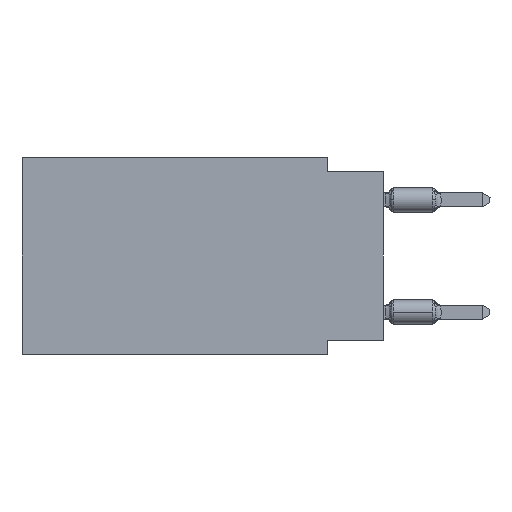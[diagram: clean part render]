
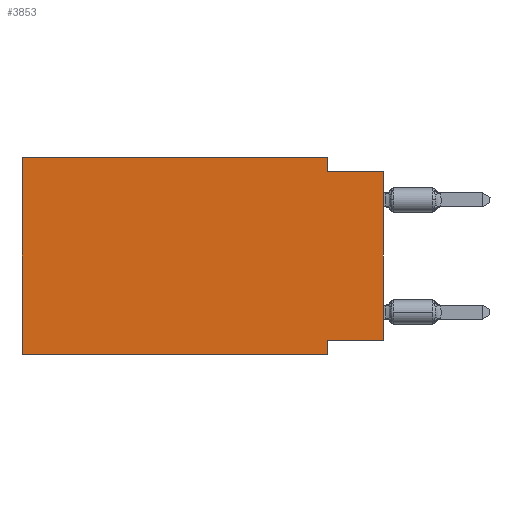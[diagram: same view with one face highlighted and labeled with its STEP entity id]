
A CAD part, left-side view. The second image highlights one B-rep face of the part: STEP entity #3853.
In plain terms, the highlighted planar face has unit normal (-1, 0, 0).
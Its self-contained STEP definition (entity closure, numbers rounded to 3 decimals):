
#1595 = CARTESIAN_POINT ( 'NONE',  ( 0., 16.383, 0. ) ) ;
#1798 = CARTESIAN_POINT ( 'NONE',  ( 0., 16.383, -8.89 ) ) ;
#3042 = VECTOR ( 'NONE', #5485, 1000. ) ;
#3780 = CARTESIAN_POINT ( 'NONE',  ( 0., 2.54, -8.89 ) ) ;
#3853 = ADVANCED_FACE ( 'NONE', ( #11920 ), #8681, .F. ) ;
#3984 = LINE ( 'NONE', #17204, #16190 ) ;
#4780 = CARTESIAN_POINT ( 'NONE',  ( 0., 0., -0.635 ) ) ;
#5262 = LINE ( 'NONE', #42551, #3042 ) ;
#5485 = DIRECTION ( 'NONE',  ( 0., -1., 0. ) ) ;
#5802 = CARTESIAN_POINT ( 'NONE',  ( 0., 0., -0.635 ) ) ;
#6246 = ORIENTED_EDGE ( 'NONE', *, *, #36276, .F. ) ;
#7012 = LINE ( 'NONE', #3780, #32594 ) ;
#8681 = PLANE ( 'NONE',  #30420 ) ;
#9984 = EDGE_CURVE ( 'NONE', #33893, #21298, #22982, .T. ) ;
#10249 = DIRECTION ( 'NONE',  ( 0., 0., 1. ) ) ;
#10251 = VERTEX_POINT ( 'NONE', #41388 ) ;
#10720 = CARTESIAN_POINT ( 'NONE',  ( 0., 0., 0. ) ) ;
#10801 = VECTOR ( 'NONE', #19125, 1000. ) ;
#11381 = LINE ( 'NONE', #37857, #18652 ) ;
#11920 = FACE_OUTER_BOUND ( 'NONE', #34162, .T. ) ;
#12218 = ORIENTED_EDGE ( 'NONE', *, *, #9984, .T. ) ;
#13197 = DIRECTION ( 'NONE',  ( 0., -1., 0. ) ) ;
#13422 = DIRECTION ( 'NONE',  ( 1., 0., 0. ) ) ;
#13492 = VERTEX_POINT ( 'NONE', #4780 ) ;
#14124 = ORIENTED_EDGE ( 'NONE', *, *, #15557, .F. ) ;
#14208 = EDGE_CURVE ( 'NONE', #21826, #21298, #7012, .T. ) ;
#15557 = EDGE_CURVE ( 'NONE', #16889, #10251, #11381, .T. ) ;
#16009 = VERTEX_POINT ( 'NONE', #1595 ) ;
#16190 = VECTOR ( 'NONE', #10249, 1000. ) ;
#16889 = VERTEX_POINT ( 'NONE', #34605 ) ;
#16956 = ORIENTED_EDGE ( 'NONE', *, *, #37750, .F. ) ;
#16987 = DIRECTION ( 'NONE',  ( 0., 0., -1. ) ) ;
#17204 = CARTESIAN_POINT ( 'NONE',  ( 0., 16.383, 0. ) ) ;
#17550 = VECTOR ( 'NONE', #36975, 1000. ) ;
#18652 = VECTOR ( 'NONE', #31124, 1000. ) ;
#19125 = DIRECTION ( 'NONE',  ( 0., 1., 0. ) ) ;
#20518 = LINE ( 'NONE', #10720, #17550 ) ;
#20544 = ORIENTED_EDGE ( 'NONE', *, *, #40333, .F. ) ;
#21298 = VERTEX_POINT ( 'NONE', #33330 ) ;
#21581 = EDGE_CURVE ( 'NONE', #41079, #13492, #20518, .T. ) ;
#21826 = VERTEX_POINT ( 'NONE', #22435 ) ;
#22435 = CARTESIAN_POINT ( 'NONE',  ( 0., 2.54, -8.255 ) ) ;
#22436 = CARTESIAN_POINT ( 'NONE',  ( 0., 0., -8.255 ) ) ;
#22982 = LINE ( 'NONE', #39451, #34323 ) ;
#23132 = LINE ( 'NONE', #5802, #26088 ) ;
#25526 = ORIENTED_EDGE ( 'NONE', *, *, #14208, .F. ) ;
#26088 = VECTOR ( 'NONE', #36325, 1000. ) ;
#26463 = CARTESIAN_POINT ( 'NONE',  ( 0., 0., -8.255 ) ) ;
#28361 = EDGE_CURVE ( 'NONE', #10251, #13492, #23132, .T. ) ;
#30420 = AXIS2_PLACEMENT_3D ( 'NONE', #36838, #13422, #35966 ) ;
#31124 = DIRECTION ( 'NONE',  ( 0., 0., -1. ) ) ;
#31693 = LINE ( 'NONE', #26463, #10801 ) ;
#32594 = VECTOR ( 'NONE', #16987, 1000. ) ;
#33330 = CARTESIAN_POINT ( 'NONE',  ( 0., 2.54, -8.89 ) ) ;
#33893 = VERTEX_POINT ( 'NONE', #1798 ) ;
#34162 = EDGE_LOOP ( 'NONE', ( #38790, #39303, #14124, #16956, #6246, #12218, #25526, #20544 ) ) ;
#34323 = VECTOR ( 'NONE', #13197, 1000. ) ;
#34605 = CARTESIAN_POINT ( 'NONE',  ( 0., 2.54, 0. ) ) ;
#35966 = DIRECTION ( 'NONE',  ( 0., 0., -1. ) ) ;
#36276 = EDGE_CURVE ( 'NONE', #33893, #16009, #3984, .T. ) ;
#36325 = DIRECTION ( 'NONE',  ( 0., -1., 0. ) ) ;
#36838 = CARTESIAN_POINT ( 'NONE',  ( 0., 16.383, 0. ) ) ;
#36975 = DIRECTION ( 'NONE',  ( 0., 0., 1. ) ) ;
#37750 = EDGE_CURVE ( 'NONE', #16009, #16889, #5262, .T. ) ;
#37857 = CARTESIAN_POINT ( 'NONE',  ( 0., 2.54, 0. ) ) ;
#38790 = ORIENTED_EDGE ( 'NONE', *, *, #21581, .T. ) ;
#39303 = ORIENTED_EDGE ( 'NONE', *, *, #28361, .F. ) ;
#39451 = CARTESIAN_POINT ( 'NONE',  ( 0., 16.383, -8.89 ) ) ;
#40333 = EDGE_CURVE ( 'NONE', #41079, #21826, #31693, .T. ) ;
#41079 = VERTEX_POINT ( 'NONE', #22436 ) ;
#41388 = CARTESIAN_POINT ( 'NONE',  ( 0., 2.54, -0.635 ) ) ;
#42551 = CARTESIAN_POINT ( 'NONE',  ( 0., 16.383, 0. ) ) ;
